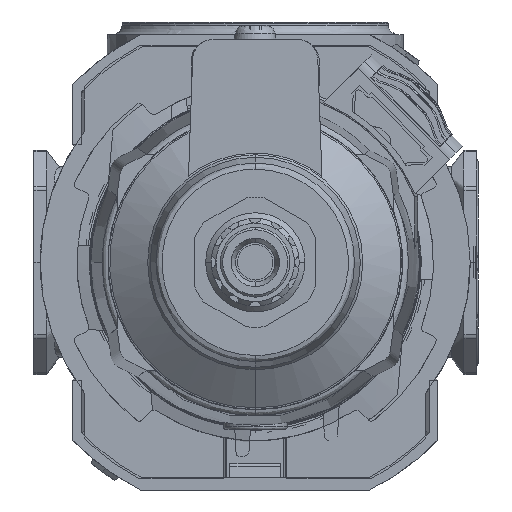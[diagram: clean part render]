
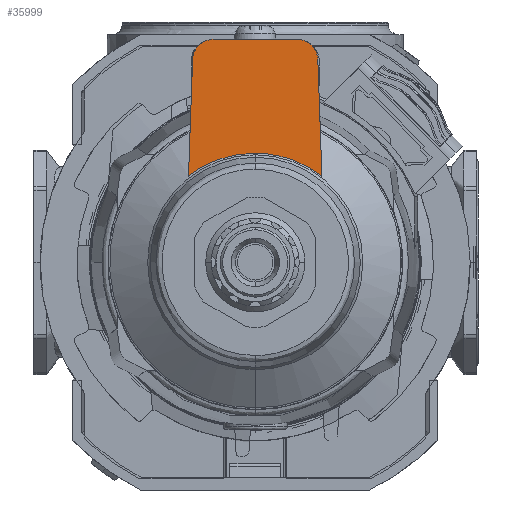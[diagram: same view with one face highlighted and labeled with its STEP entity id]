
A CAD part, front view. The second image highlights one B-rep face of the part: STEP entity #35999.
In plain terms, the highlighted planar face has unit normal (0, -1, 0).
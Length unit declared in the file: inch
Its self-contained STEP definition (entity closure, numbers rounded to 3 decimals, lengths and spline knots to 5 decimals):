
#3307 = CARTESIAN_POINT ( 'NONE',  ( -0.26187, -4.15835, 1.25984 ) ) ;
#4209 = DIRECTION ( 'NONE',  ( 1., 0., 0. ) ) ;
#4429 = CARTESIAN_POINT ( 'NONE',  ( -0.38542, -4.15835, 1.29692 ) ) ;
#4761 = CARTESIAN_POINT ( 'NONE',  ( 0.29462, -4.15835, 1.38461 ) ) ;
#5346 = EDGE_CURVE ( 'NONE', #93895, #38230, #37908, .T. ) ;
#5820 = EDGE_CURVE ( 'NONE', #88124, #30880, #19175, .T. ) ;
#9751 = CARTESIAN_POINT ( 'NONE',  ( -0.26187, -4.15835, 1.3878 ) ) ;
#10965 = CARTESIAN_POINT ( 'NONE',  ( -0.26187, -4.15835, 1.3878 ) ) ;
#11059 = CARTESIAN_POINT ( 'NONE',  ( -0.38975, -4.15835, 1.26431 ) ) ;
#11201 = CARTESIAN_POINT ( 'NONE',  ( -0.38917, -4.15835, 1.28067 ) ) ;
#11299 = CARTESIAN_POINT ( 'NONE',  ( 0.38975, -4.15835, 1.26431 ) ) ;
#13900 = CARTESIAN_POINT ( 'NONE',  ( 0.26187, -4.15835, 1.3878 ) ) ;
#17160 = CARTESIAN_POINT ( 'NONE',  ( 0., -4.15835, 0.67896 ) ) ;
#17823 = PLANE ( 'NONE',  #87003 ) ;
#17983 = CARTESIAN_POINT ( 'NONE',  ( -0.28978, -4.15835, 0.61851 ) ) ;
#18591 = CARTESIAN_POINT ( 'NONE',  ( 0.07444, -4.15835, 0.67896 ) ) ;
#19175 = LINE ( 'NONE', #10965, #64317 ) ;
#19748 = CARTESIAN_POINT ( 'NONE',  ( 0.38975, -4.15835, 1.26431 ) ) ;
#24653 = CARTESIAN_POINT ( 'NONE',  ( -0.41513, -4.15835, 0.53726 ) ) ;
#24945 = CARTESIAN_POINT ( 'NONE',  ( 0.28978, -4.15835, 0.61851 ) ) ;
#25269 = CARTESIAN_POINT ( 'NONE',  ( -0.3721, -4.15835, 1.32685 ) ) ;
#26202 = EDGE_LOOP ( 'NONE', ( #56286, #54112, #47120, #48513, #58227, #62976, #54599 ) ) ;
#27039 = CARTESIAN_POINT ( 'NONE',  ( 0.3721, -4.15835, 1.32685 ) ) ;
#29195 = LINE ( 'NONE', #89816, #46052 ) ;
#30880 = VERTEX_POINT ( 'NONE', #63041 ) ;
#32327 = CARTESIAN_POINT ( 'NONE',  ( 0., -4.15835, 0.67896 ) ) ;
#32582 = CARTESIAN_POINT ( 'NONE',  ( -0.07444, -4.15835, 0.67896 ) ) ;
#33545 = CARTESIAN_POINT ( 'NONE',  ( -0.41513, -4.15835, 0.53726 ) ) ;
#34019 = CARTESIAN_POINT ( 'NONE',  ( 0., -4.15835, 0.67896 ) ) ;
#34554 = EDGE_CURVE ( 'NONE', #38230, #95903, #29195, .T. ) ;
#35772 = CARTESIAN_POINT ( 'NONE',  ( 0.38917, -4.15835, 1.28067 ) ) ;
#35999 = ADVANCED_FACE ( 'NONE', ( #84356 ), #17823, .F. ) ;
#37908 = B_SPLINE_CURVE_WITH_KNOTS ( 'NONE', 3,
 ( #34019, #32582, #83554, #17983, #47623, #33545 ),
 .UNSPECIFIED., .F., .F.,
 ( 4, 2, 4 ),
 ( 0.5, 0.75, 1. ),
 .UNSPECIFIED. ) ;
#38230 = VERTEX_POINT ( 'NONE', #24653 ) ;
#39700 = DIRECTION ( 'NONE',  ( 0., 0., 1. ) ) ;
#40329 = CARTESIAN_POINT ( 'NONE',  ( -0.27825, -4.15835, 1.3878 ) ) ;
#41303 = CARTESIAN_POINT ( 'NONE',  ( -0.29462, -4.15835, 1.38461 ) ) ;
#42074 = B_SPLINE_CURVE_WITH_KNOTS ( 'NONE', 3,
 ( #48575, #11201, #4429, #25269, #69949, #78176, #70423, #41303, #40329, #9751 ),
 .UNSPECIFIED., .F., .F.,
 ( 4, 2, 2, 2, 4 ),
 ( 0., 0.25, 0.5, 0.75, 1. ),
 .UNSPECIFIED. ) ;
#42268 = CARTESIAN_POINT ( 'NONE',  ( -0.26187, -4.15835, 1.3878 ) ) ;
#46052 = VECTOR ( 'NONE', #52958, 39.37008 ) ;
#46922 = B_SPLINE_CURVE_WITH_KNOTS ( 'NONE', 3,
 ( #75937, #89054, #24945, #55038, #18591, #17160 ),
 .UNSPECIFIED., .F., .F.,
 ( 4, 2, 4 ),
 ( 0., 0.25, 0.5 ),
 .UNSPECIFIED. ) ;
#47120 = ORIENTED_EDGE ( 'NONE', *, *, #92510, .F. ) ;
#47623 = CARTESIAN_POINT ( 'NONE',  ( -0.35623, -4.15835, 0.58278 ) ) ;
#48513 = ORIENTED_EDGE ( 'NONE', *, *, #5820, .F. ) ;
#48575 = CARTESIAN_POINT ( 'NONE',  ( -0.38975, -4.15835, 1.26431 ) ) ;
#49920 = CARTESIAN_POINT ( 'NONE',  ( 0.41513, -4.15835, 0.53726 ) ) ;
#50083 = VERTEX_POINT ( 'NONE', #49920 ) ;
#51178 = VECTOR ( 'NONE', #79566, 39.37008 ) ;
#52958 = DIRECTION ( 'NONE',  ( 0.035, 0., 0.999 ) ) ;
#54112 = ORIENTED_EDGE ( 'NONE', *, *, #78250, .F. ) ;
#54599 = ORIENTED_EDGE ( 'NONE', *, *, #5346, .F. ) ;
#55038 = CARTESIAN_POINT ( 'NONE',  ( 0.14887, -4.15835, 0.66661 ) ) ;
#56286 = ORIENTED_EDGE ( 'NONE', *, *, #84179, .F. ) ;
#57240 = LINE ( 'NONE', #88261, #51178 ) ;
#58227 = ORIENTED_EDGE ( 'NONE', *, *, #62900, .F. ) ;
#58627 = B_SPLINE_CURVE_WITH_KNOTS ( 'NONE', 3,
 ( #13900, #87232, #4761, #72194, #63961, #93537, #27039, #86269, #35772, #19748 ),
 .UNSPECIFIED., .F., .F.,
 ( 4, 2, 2, 2, 4 ),
 ( 0., 0.25, 0.5, 0.75, 1. ),
 .UNSPECIFIED. ) ;
#61501 = VERTEX_POINT ( 'NONE', #11299 ) ;
#62900 = EDGE_CURVE ( 'NONE', #95903, #88124, #42074, .T. ) ;
#62976 = ORIENTED_EDGE ( 'NONE', *, *, #34554, .F. ) ;
#63041 = CARTESIAN_POINT ( 'NONE',  ( 0.26187, -4.15835, 1.3878 ) ) ;
#63961 = CARTESIAN_POINT ( 'NONE',  ( 0.33897, -4.15835, 1.36326 ) ) ;
#64317 = VECTOR ( 'NONE', #4209, 39.37008 ) ;
#68370 = DIRECTION ( 'NONE',  ( 0., 1., 0. ) ) ;
#69949 = CARTESIAN_POINT ( 'NONE',  ( -0.36253, -4.15835, 1.34051 ) ) ;
#70423 = CARTESIAN_POINT ( 'NONE',  ( -0.32499, -4.15835, 1.37234 ) ) ;
#72194 = CARTESIAN_POINT ( 'NONE',  ( 0.32499, -4.15835, 1.37234 ) ) ;
#75937 = CARTESIAN_POINT ( 'NONE',  ( 0.41513, -4.15835, 0.53726 ) ) ;
#78176 = CARTESIAN_POINT ( 'NONE',  ( -0.33897, -4.15835, 1.36326 ) ) ;
#78250 = EDGE_CURVE ( 'NONE', #61501, #50083, #57240, .T. ) ;
#79566 = DIRECTION ( 'NONE',  ( 0.035, 0., -0.999 ) ) ;
#83554 = CARTESIAN_POINT ( 'NONE',  ( -0.14887, -4.15835, 0.66661 ) ) ;
#84179 = EDGE_CURVE ( 'NONE', #50083, #93895, #46922, .T. ) ;
#84356 = FACE_OUTER_BOUND ( 'NONE', #26202, .T. ) ;
#86269 = CARTESIAN_POINT ( 'NONE',  ( 0.38542, -4.15835, 1.29692 ) ) ;
#87003 = AXIS2_PLACEMENT_3D ( 'NONE', #3307, #68370, #39700 ) ;
#87232 = CARTESIAN_POINT ( 'NONE',  ( 0.27825, -4.15835, 1.3878 ) ) ;
#88124 = VERTEX_POINT ( 'NONE', #42268 ) ;
#88261 = CARTESIAN_POINT ( 'NONE',  ( 0.38975, -4.15835, 1.26431 ) ) ;
#89054 = CARTESIAN_POINT ( 'NONE',  ( 0.35623, -4.15835, 0.58278 ) ) ;
#89816 = CARTESIAN_POINT ( 'NONE',  ( -0.4198, -4.15835, 0.40354 ) ) ;
#92510 = EDGE_CURVE ( 'NONE', #30880, #61501, #58627, .T. ) ;
#93537 = CARTESIAN_POINT ( 'NONE',  ( 0.36253, -4.15835, 1.34051 ) ) ;
#93895 = VERTEX_POINT ( 'NONE', #32327 ) ;
#95903 = VERTEX_POINT ( 'NONE', #11059 ) ;
